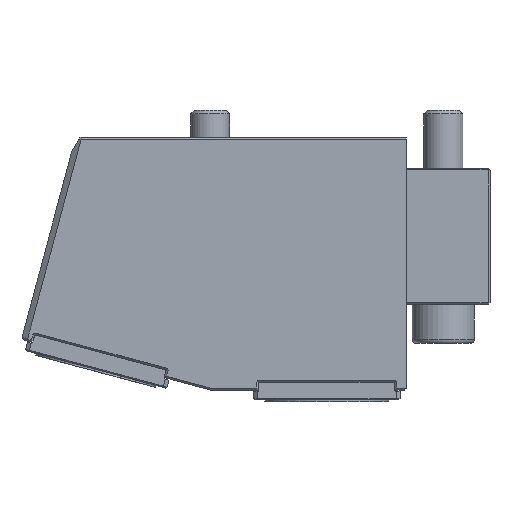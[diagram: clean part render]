
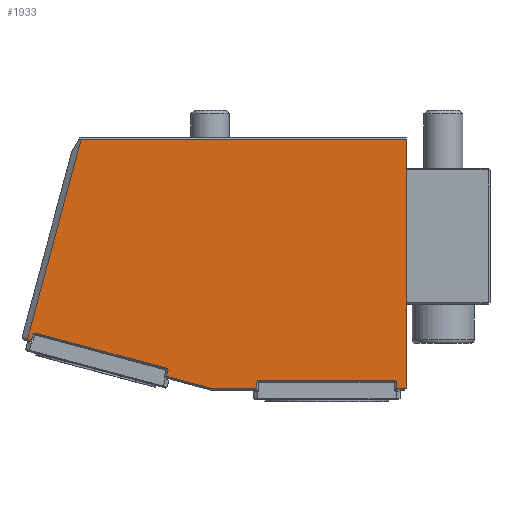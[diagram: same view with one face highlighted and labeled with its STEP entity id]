
A CAD part, left-side view. The second image highlights one B-rep face of the part: STEP entity #1933.
In plain terms, the highlighted planar face has unit normal (-1, 0, 0).
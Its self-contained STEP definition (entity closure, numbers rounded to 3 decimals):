
#229=LINE('',#10353,#979);
#237=LINE('',#10368,#987);
#243=LINE('',#10380,#993);
#246=LINE('',#10386,#996);
#257=LINE('',#10417,#1007);
#264=LINE('',#10444,#1014);
#267=LINE('',#10450,#1017);
#270=LINE('',#10456,#1020);
#273=LINE('',#10462,#1023);
#276=LINE('',#10468,#1026);
#279=LINE('',#10474,#1029);
#284=LINE('',#10487,#1034);
#295=LINE('',#10532,#1045);
#298=LINE('',#10538,#1048);
#301=LINE('',#10544,#1051);
#324=LINE('',#10604,#1074);
#331=LINE('',#10624,#1081);
#979=VECTOR('',#7926,1.);
#987=VECTOR('',#7938,1.);
#993=VECTOR('',#7948,1.);
#996=VECTOR('',#7953,1.);
#1007=VECTOR('',#7976,1.);
#1014=VECTOR('',#8001,1.);
#1017=VECTOR('',#8006,1.);
#1020=VECTOR('',#8011,1.);
#1023=VECTOR('',#8016,1.);
#1026=VECTOR('',#8021,1.);
#1029=VECTOR('',#8026,1.);
#1034=VECTOR('',#8039,1.);
#1045=VECTOR('',#8072,1.);
#1048=VECTOR('',#8077,1.);
#1051=VECTOR('',#8082,1.);
#1074=VECTOR('',#8141,1.);
#1081=VECTOR('',#8154,1.);
#1933=ADVANCED_FACE('',(#2623),#2310,.T.);
#2310=PLANE('',#7205);
#2623=FACE_OUTER_BOUND('',#2998,.T.);
#2998=EDGE_LOOP('',(#3842,#3843,#3844,#3845,#3846,#3847,#3848,#3849,#3850,
#3851,#3852,#3853,#3854,#3855,#3856,#3857,#3858,#3859,#3860,#3861,#3862));
#3842=ORIENTED_EDGE('',*,*,#6159,.T.);
#3843=ORIENTED_EDGE('',*,*,#6162,.T.);
#3844=ORIENTED_EDGE('',*,*,#6198,.F.);
#3845=ORIENTED_EDGE('',*,*,#6190,.T.);
#3846=ORIENTED_EDGE('',*,*,#6072,.T.);
#3847=ORIENTED_EDGE('',*,*,#6080,.T.);
#3848=ORIENTED_EDGE('',*,*,#6086,.T.);
#3849=ORIENTED_EDGE('',*,*,#6089,.T.);
#3850=ORIENTED_EDGE('',*,*,#6092,.T.);
#3851=ORIENTED_EDGE('',*,*,#6103,.T.);
#3852=ORIENTED_EDGE('',*,*,#6113,.T.);
#3853=ORIENTED_EDGE('',*,*,#6116,.T.);
#3854=ORIENTED_EDGE('',*,*,#6119,.T.);
#3855=ORIENTED_EDGE('',*,*,#6122,.T.);
#3856=ORIENTED_EDGE('',*,*,#6125,.T.);
#3857=ORIENTED_EDGE('',*,*,#6128,.T.);
#3858=ORIENTED_EDGE('',*,*,#6131,.T.);
#3859=ORIENTED_EDGE('',*,*,#6134,.T.);
#3860=ORIENTED_EDGE('',*,*,#6138,.T.);
#3861=ORIENTED_EDGE('',*,*,#6153,.T.);
#3862=ORIENTED_EDGE('',*,*,#6156,.T.);
#5406=VERTEX_POINT('',#10352);
#5407=VERTEX_POINT('',#10354);
#5411=VERTEX_POINT('',#10367);
#5415=VERTEX_POINT('',#10379);
#5417=VERTEX_POINT('',#10385);
#5419=VERTEX_POINT('',#10391);
#5427=VERTEX_POINT('',#10416);
#5432=VERTEX_POINT('',#10437);
#5434=VERTEX_POINT('',#10443);
#5436=VERTEX_POINT('',#10449);
#5438=VERTEX_POINT('',#10455);
#5440=VERTEX_POINT('',#10461);
#5442=VERTEX_POINT('',#10467);
#5444=VERTEX_POINT('',#10473);
#5446=VERTEX_POINT('',#10479);
#5448=VERTEX_POINT('',#10486);
#5457=VERTEX_POINT('',#10525);
#5459=VERTEX_POINT('',#10531);
#5461=VERTEX_POINT('',#10537);
#5463=VERTEX_POINT('',#10543);
#5482=VERTEX_POINT('',#10602);
#6072=EDGE_CURVE('',#5407,#5406,#229,.T.);
#6080=EDGE_CURVE('',#5406,#5411,#237,.T.);
#6086=EDGE_CURVE('',#5411,#5415,#243,.T.);
#6089=EDGE_CURVE('',#5415,#5417,#246,.T.);
#6092=EDGE_CURVE('',#5417,#5419,#6881,.T.);
#6103=EDGE_CURVE('',#5419,#5427,#257,.T.);
#6113=EDGE_CURVE('',#5427,#5432,#6886,.T.);
#6116=EDGE_CURVE('',#5432,#5434,#264,.T.);
#6119=EDGE_CURVE('',#5434,#5436,#267,.T.);
#6122=EDGE_CURVE('',#5436,#5438,#270,.T.);
#6125=EDGE_CURVE('',#5438,#5440,#273,.T.);
#6128=EDGE_CURVE('',#5440,#5442,#276,.T.);
#6131=EDGE_CURVE('',#5442,#5444,#279,.T.);
#6134=EDGE_CURVE('',#5444,#5446,#6888,.T.);
#6138=EDGE_CURVE('',#5446,#5448,#284,.T.);
#6153=EDGE_CURVE('',#5448,#5457,#6893,.T.);
#6156=EDGE_CURVE('',#5457,#5459,#295,.T.);
#6159=EDGE_CURVE('',#5459,#5461,#298,.T.);
#6162=EDGE_CURVE('',#5461,#5463,#301,.T.);
#6190=EDGE_CURVE('',#5482,#5407,#324,.T.);
#6198=EDGE_CURVE('',#5482,#5463,#331,.T.);
#6881=CIRCLE('',#7149,0.65);
#6886=CIRCLE('',#7160,0.65);
#6888=CIRCLE('',#7169,0.65);
#6893=CIRCLE('',#7180,0.65);
#7149=AXIS2_PLACEMENT_3D('',#10392,#7959,#7960);
#7160=AXIS2_PLACEMENT_3D('',#10438,#7995,#7996);
#7169=AXIS2_PLACEMENT_3D('',#10480,#8032,#8033);
#7180=AXIS2_PLACEMENT_3D('',#10526,#8066,#8067);
#7205=AXIS2_PLACEMENT_3D('',#10625,#8155,#8156);
#7926=DIRECTION('',(0.,0.259,-0.966));
#7938=DIRECTION('',(0.,-0.966,-0.259));
#7948=DIRECTION('',(0.,-0.707,0.707));
#7953=DIRECTION('',(0.,-0.259,0.966));
#7959=DIRECTION('',(1.,0.,0.));
#7960=DIRECTION('',(0.,0.,-1.));
#7976=DIRECTION('',(0.,-0.966,-0.259));
#7995=DIRECTION('',(1.,0.,0.));
#7996=DIRECTION('',(0.,0.,-1.));
#8001=DIRECTION('',(0.,0.259,-0.966));
#8006=DIRECTION('',(0.,-0.259,-0.966));
#8011=DIRECTION('',(0.,-0.966,-0.259));
#8016=DIRECTION('',(0.,-1.,0.));
#8021=DIRECTION('',(0.,-0.5,0.866));
#8026=DIRECTION('',(0.,0.,1.));
#8032=DIRECTION('',(1.,0.,0.));
#8033=DIRECTION('',(0.,0.,-1.));
#8039=DIRECTION('',(0.,-1.,0.));
#8066=DIRECTION('',(1.,0.,0.));
#8067=DIRECTION('',(0.,0.,-1.));
#8072=DIRECTION('',(0.,0.,-1.));
#8077=DIRECTION('',(0.,-0.5,-0.866));
#8082=DIRECTION('',(0.,-1.,0.));
#8141=DIRECTION('',(0.,1.,0.));
#8154=DIRECTION('',(0.,0.,-1.));
#8155=DIRECTION('',(-1.,0.,0.));
#8156=DIRECTION('',(0.,1.,0.));
#10352=CARTESIAN_POINT('',(-39.,76.975,-43.862));
#10353=CARTESIAN_POINT('',(-39.,72.29,-26.376));
#10354=CARTESIAN_POINT('',(-39.,63.213,7.5));
#10367=CARTESIAN_POINT('',(-39.,76.044,-44.112));
#10368=CARTESIAN_POINT('',(-39.,-37.315,-74.486));
#10379=CARTESIAN_POINT('',(-39.,76.016,-44.084));
#10380=CARTESIAN_POINT('',(-39.,75.921,-43.989));
#10385=CARTESIAN_POINT('',(-39.,75.675,-42.813));
#10386=CARTESIAN_POINT('',(-39.,71.339,-26.631));
#10391=CARTESIAN_POINT('',(-39.,74.879,-42.353));
#10392=CARTESIAN_POINT('',(-39.,75.047,-42.981));
#10416=CARTESIAN_POINT('',(-39.,41.334,-51.342));
#10417=CARTESIAN_POINT('',(-39.,-37.832,-72.554));
#10437=CARTESIAN_POINT('',(-39.,40.874,-52.138));
#10438=CARTESIAN_POINT('',(-39.,41.502,-51.969));
#10443=CARTESIAN_POINT('',(-39.,41.215,-53.409));
#10444=CARTESIAN_POINT('',(-39.,36.538,-35.956));
#10449=CARTESIAN_POINT('',(-39.,41.205,-53.447));
#10450=CARTESIAN_POINT('',(-39.,41.13,-53.726));
#10455=CARTESIAN_POINT('',(-39.,29.81,-56.5));
#10456=CARTESIAN_POINT('',(-39.,-37.315,-74.486));
#10461=CARTESIAN_POINT('',(-39.,18.034,-56.5));
#10462=CARTESIAN_POINT('',(-39.,-42.,-56.5));
#10467=CARTESIAN_POINT('',(-39.,18.014,-56.466));
#10468=CARTESIAN_POINT('',(-39.,17.947,-56.35));
#10473=CARTESIAN_POINT('',(-39.,18.014,-55.15));
#10474=CARTESIAN_POINT('',(-39.,18.014,-57.));
#10479=CARTESIAN_POINT('',(-39.,17.364,-54.5));
#10480=CARTESIAN_POINT('',(-39.,17.364,-55.15));
#10486=CARTESIAN_POINT('',(-39.,-17.364,-54.5));
#10487=CARTESIAN_POINT('',(-39.,-42.,-54.5));
#10525=CARTESIAN_POINT('',(-39.,-18.014,-55.15));
#10526=CARTESIAN_POINT('',(-39.,-17.364,-55.15));
#10531=CARTESIAN_POINT('',(-39.,-18.014,-56.466));
#10532=CARTESIAN_POINT('',(-39.,-18.014,-57.));
#10537=CARTESIAN_POINT('',(-39.,-18.034,-56.5));
#10538=CARTESIAN_POINT('',(-39.,-18.178,-56.75));
#10543=CARTESIAN_POINT('',(-39.,-20.5,-56.5));
#10544=CARTESIAN_POINT('',(-39.,-42.,-56.5));
#10602=CARTESIAN_POINT('',(-39.,-20.5,7.5));
#10604=CARTESIAN_POINT('',(-39.,-42.,7.5));
#10624=CARTESIAN_POINT('',(-39.,-20.5,8.));
#10625=CARTESIAN_POINT('',(-39.,13.2,-19.504));
